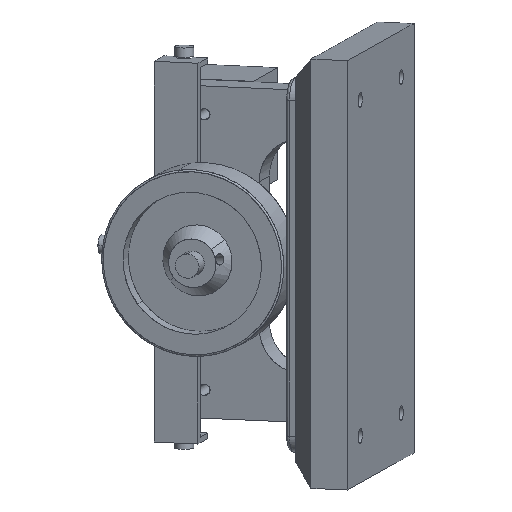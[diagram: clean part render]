
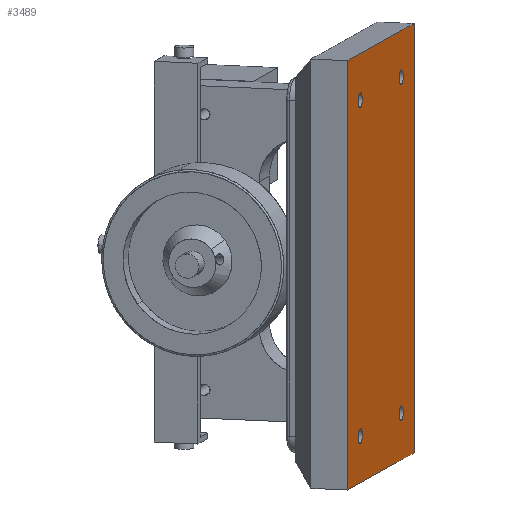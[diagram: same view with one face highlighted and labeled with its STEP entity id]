
A CAD part, top view. The second image highlights one B-rep face of the part: STEP entity #3489.
In plain terms, the highlighted free-form (B-spline) face has degree [1, 1] with [2, 2] control points.
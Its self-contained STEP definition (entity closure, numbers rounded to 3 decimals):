
#3489 = ADVANCED_FACE('',(#3490,#3520,#3542,#3564,#3586),#3608,.T.);
#3490 = FACE_BOUND('',#3491,.T.);
#3491 = EDGE_LOOP('',(#3492,#3501,#3508,#3515));
#3492 = ORIENTED_EDGE('',*,*,#3493,.T.);
#3493 = EDGE_CURVE('',#3494,#3496,#3498,.T.);
#3494 = VERTEX_POINT('',#3495);
#3495 = CARTESIAN_POINT('',(277.708,-75.073,
    -23.286));
#3496 = VERTEX_POINT('',#3497);
#3497 = CARTESIAN_POINT('',(277.708,78.589,
    1.376));
#3498 = B_SPLINE_CURVE_WITH_KNOTS('',1,(#3499,#3500),.UNSPECIFIED.,.F.,
  .F.,(2,2),(0.,115.),.PIECEWISE_BEZIER_KNOTS.);
#3499 = CARTESIAN_POINT('',(277.708,-75.073,
    -23.286));
#3500 = CARTESIAN_POINT('',(277.708,78.589,
    1.376));
#3501 = ORIENTED_EDGE('',*,*,#3502,.T.);
#3502 = EDGE_CURVE('',#3496,#3503,#3505,.T.);
#3503 = VERTEX_POINT('',#3504);
#3504 = CARTESIAN_POINT('',(301.587,92.005,
    -82.214));
#3505 = B_SPLINE_CURVE_WITH_KNOTS('',1,(#3506,#3507),.UNSPECIFIED.,.F.,
  .F.,(2,2),(0.,65.),.PIECEWISE_BEZIER_KNOTS.);
#3506 = CARTESIAN_POINT('',(277.708,78.589,
    1.376));
#3507 = CARTESIAN_POINT('',(301.587,92.005,
    -82.214));
#3508 = ORIENTED_EDGE('',*,*,#3509,.T.);
#3509 = EDGE_CURVE('',#3503,#3510,#3512,.T.);
#3510 = VERTEX_POINT('',#3511);
#3511 = CARTESIAN_POINT('',(301.587,-61.656,
    -106.877));
#3512 = B_SPLINE_CURVE_WITH_KNOTS('',1,(#3513,#3514),.UNSPECIFIED.,.F.,
  .F.,(2,2),(0.,115.),.PIECEWISE_BEZIER_KNOTS.);
#3513 = CARTESIAN_POINT('',(301.587,92.005,
    -82.214));
#3514 = CARTESIAN_POINT('',(301.587,-61.656,
    -106.877));
#3515 = ORIENTED_EDGE('',*,*,#3516,.T.);
#3516 = EDGE_CURVE('',#3510,#3494,#3517,.T.);
#3517 = B_SPLINE_CURVE_WITH_KNOTS('',1,(#3518,#3519),.UNSPECIFIED.,.F.,
  .F.,(2,2),(0.,65.),.PIECEWISE_BEZIER_KNOTS.);
#3518 = CARTESIAN_POINT('',(301.587,-61.656,
    -106.877));
#3519 = CARTESIAN_POINT('',(277.708,-75.073,
    -23.286));
#3520 = FACE_BOUND('',#3521,.T.);
#3521 = EDGE_LOOP('',(#3522,#3534));
#3522 = ORIENTED_EDGE('',*,*,#3523,.T.);
#3523 = EDGE_CURVE('',#3524,#3526,#3528,.T.);
#3524 = VERTEX_POINT('',#3525);
#3525 = CARTESIAN_POINT('',(297.347,-49.681,
    -89.73));
#3526 = VERTEX_POINT('',#3527);
#3527 = CARTESIAN_POINT('',(296.643,-45.387,
    -86.511));
#3528 = ( BOUNDED_CURVE() B_SPLINE_CURVE(2,(#3529,#3530,#3531,#3532,
#3533),.UNSPECIFIED.,.F.,.F.) B_SPLINE_CURVE_WITH_KNOTS((3,2,3),(0.,
1.571,3.142),.PIECEWISE_BEZIER_KNOTS.) CURVE() 
GEOMETRIC_REPRESENTATION_ITEM() RATIONAL_B_SPLINE_CURVE((1.,
0.707,1.,0.707,1.)) REPRESENTATION_ITEM('') );
#3529 = CARTESIAN_POINT('',(297.347,-49.681,
    -89.73));
#3530 = CARTESIAN_POINT('',(297.992,-48.038,
    -91.782));
#3531 = CARTESIAN_POINT('',(297.64,-45.891,
    -90.173));
#3532 = CARTESIAN_POINT('',(297.288,-43.743,
    -88.563));
#3533 = CARTESIAN_POINT('',(296.643,-45.387,
    -86.511));
#3534 = ORIENTED_EDGE('',*,*,#3535,.T.);
#3535 = EDGE_CURVE('',#3526,#3524,#3536,.T.);
#3536 = ( BOUNDED_CURVE() B_SPLINE_CURVE(2,(#3537,#3538,#3539,#3540,
#3541),.UNSPECIFIED.,.F.,.F.) B_SPLINE_CURVE_WITH_KNOTS((3,2,3),(0.,
1.571,3.142),.PIECEWISE_BEZIER_KNOTS.) CURVE() 
GEOMETRIC_REPRESENTATION_ITEM() RATIONAL_B_SPLINE_CURVE((1.,
0.707,1.,0.707,1.)) REPRESENTATION_ITEM('') );
#3537 = CARTESIAN_POINT('',(296.643,-45.387,
    -86.511));
#3538 = CARTESIAN_POINT('',(295.998,-47.03,
    -84.46));
#3539 = CARTESIAN_POINT('',(296.35,-49.178,
    -86.069));
#3540 = CARTESIAN_POINT('',(296.702,-51.325,
    -87.679));
#3541 = CARTESIAN_POINT('',(297.347,-49.681,
    -89.73));
#3542 = FACE_BOUND('',#3543,.T.);
#3543 = EDGE_LOOP('',(#3544,#3556));
#3544 = ORIENTED_EDGE('',*,*,#3545,.T.);
#3545 = EDGE_CURVE('',#3546,#3548,#3550,.T.);
#3546 = VERTEX_POINT('',#3547);
#3547 = CARTESIAN_POINT('',(281.948,-53.643,
    -35.071));
#3548 = VERTEX_POINT('',#3549);
#3549 = CARTESIAN_POINT('',(282.652,-57.938,
    -38.29));
#3550 = ( BOUNDED_CURVE() B_SPLINE_CURVE(2,(#3551,#3552,#3553,#3554,
#3555),.UNSPECIFIED.,.F.,.F.) B_SPLINE_CURVE_WITH_KNOTS((3,2,3),(0.,
1.571,3.142),.PIECEWISE_BEZIER_KNOTS.) CURVE() 
GEOMETRIC_REPRESENTATION_ITEM() RATIONAL_B_SPLINE_CURVE((1.,
0.707,1.,0.707,1.)) REPRESENTATION_ITEM('') );
#3551 = CARTESIAN_POINT('',(281.948,-53.643,
    -35.071));
#3552 = CARTESIAN_POINT('',(281.303,-55.286,
    -33.019));
#3553 = CARTESIAN_POINT('',(281.655,-57.434,
    -34.629));
#3554 = CARTESIAN_POINT('',(282.008,-59.581,
    -36.238));
#3555 = CARTESIAN_POINT('',(282.652,-57.938,
    -38.29));
#3556 = ORIENTED_EDGE('',*,*,#3557,.T.);
#3557 = EDGE_CURVE('',#3548,#3546,#3558,.T.);
#3558 = ( BOUNDED_CURVE() B_SPLINE_CURVE(2,(#3559,#3560,#3561,#3562,
#3563),.UNSPECIFIED.,.F.,.F.) B_SPLINE_CURVE_WITH_KNOTS((3,2,3),(0.,
1.571,3.142),.PIECEWISE_BEZIER_KNOTS.) CURVE() 
GEOMETRIC_REPRESENTATION_ITEM() RATIONAL_B_SPLINE_CURVE((1.,
0.707,1.,0.707,1.)) REPRESENTATION_ITEM('') );
#3559 = CARTESIAN_POINT('',(282.652,-57.938,
    -38.29));
#3560 = CARTESIAN_POINT('',(283.297,-56.294,
    -40.342));
#3561 = CARTESIAN_POINT('',(282.945,-54.147,
    -38.732));
#3562 = CARTESIAN_POINT('',(282.593,-51.999,
    -37.123));
#3563 = CARTESIAN_POINT('',(281.948,-53.643,
    -35.071));
#3564 = FACE_BOUND('',#3565,.T.);
#3565 = EDGE_LOOP('',(#3566,#3578));
#3566 = ORIENTED_EDGE('',*,*,#3567,.T.);
#3567 = EDGE_CURVE('',#3568,#3570,#3572,.T.);
#3568 = VERTEX_POINT('',#3569);
#3569 = CARTESIAN_POINT('',(296.643,74.87,
    -67.211));
#3570 = VERTEX_POINT('',#3571);
#3571 = CARTESIAN_POINT('',(297.347,70.576,
    -70.43));
#3572 = ( BOUNDED_CURVE() B_SPLINE_CURVE(2,(#3573,#3574,#3575,#3576,
#3577),.UNSPECIFIED.,.F.,.F.) B_SPLINE_CURVE_WITH_KNOTS((3,2,3),(0.,
1.571,3.142),.PIECEWISE_BEZIER_KNOTS.) CURVE() 
GEOMETRIC_REPRESENTATION_ITEM() RATIONAL_B_SPLINE_CURVE((1.,
0.707,1.,0.707,1.)) REPRESENTATION_ITEM('') );
#3573 = CARTESIAN_POINT('',(296.643,74.87,
    -67.211));
#3574 = CARTESIAN_POINT('',(295.998,73.227,
    -65.159));
#3575 = CARTESIAN_POINT('',(296.35,71.079,
    -66.768));
#3576 = CARTESIAN_POINT('',(296.702,68.932,
    -68.378));
#3577 = CARTESIAN_POINT('',(297.347,70.576,
    -70.43));
#3578 = ORIENTED_EDGE('',*,*,#3579,.T.);
#3579 = EDGE_CURVE('',#3570,#3568,#3580,.T.);
#3580 = ( BOUNDED_CURVE() B_SPLINE_CURVE(2,(#3581,#3582,#3583,#3584,
#3585),.UNSPECIFIED.,.F.,.F.) B_SPLINE_CURVE_WITH_KNOTS((3,2,3),(0.,
1.571,3.142),.PIECEWISE_BEZIER_KNOTS.) CURVE() 
GEOMETRIC_REPRESENTATION_ITEM() RATIONAL_B_SPLINE_CURVE((1.,
0.707,1.,0.707,1.)) REPRESENTATION_ITEM('') );
#3581 = CARTESIAN_POINT('',(297.347,70.576,
    -70.43));
#3582 = CARTESIAN_POINT('',(297.992,72.219,
    -72.481));
#3583 = CARTESIAN_POINT('',(297.64,74.366,
    -70.872));
#3584 = CARTESIAN_POINT('',(297.288,76.514,
    -69.262));
#3585 = CARTESIAN_POINT('',(296.643,74.87,
    -67.211));
#3586 = FACE_BOUND('',#3587,.T.);
#3587 = EDGE_LOOP('',(#3588,#3600));
#3588 = ORIENTED_EDGE('',*,*,#3589,.T.);
#3589 = EDGE_CURVE('',#3590,#3592,#3594,.T.);
#3590 = VERTEX_POINT('',#3591);
#3591 = CARTESIAN_POINT('',(281.948,66.614,
    -15.77));
#3592 = VERTEX_POINT('',#3593);
#3593 = CARTESIAN_POINT('',(282.652,62.319,
    -18.989));
#3594 = ( BOUNDED_CURVE() B_SPLINE_CURVE(2,(#3595,#3596,#3597,#3598,
#3599),.UNSPECIFIED.,.F.,.F.) B_SPLINE_CURVE_WITH_KNOTS((3,2,3),(0.,
1.571,3.142),.PIECEWISE_BEZIER_KNOTS.) CURVE() 
GEOMETRIC_REPRESENTATION_ITEM() RATIONAL_B_SPLINE_CURVE((1.,
0.707,1.,0.707,1.)) REPRESENTATION_ITEM('') );
#3595 = CARTESIAN_POINT('',(281.948,66.614,
    -15.77));
#3596 = CARTESIAN_POINT('',(281.303,64.971,
    -13.718));
#3597 = CARTESIAN_POINT('',(281.655,62.823,
    -15.328));
#3598 = CARTESIAN_POINT('',(282.008,60.676,
    -16.937));
#3599 = CARTESIAN_POINT('',(282.652,62.319,
    -18.989));
#3600 = ORIENTED_EDGE('',*,*,#3601,.T.);
#3601 = EDGE_CURVE('',#3592,#3590,#3602,.T.);
#3602 = ( BOUNDED_CURVE() B_SPLINE_CURVE(2,(#3603,#3604,#3605,#3606,
#3607),.UNSPECIFIED.,.F.,.F.) B_SPLINE_CURVE_WITH_KNOTS((3,2,3),(0.,
1.571,3.142),.PIECEWISE_BEZIER_KNOTS.) CURVE() 
GEOMETRIC_REPRESENTATION_ITEM() RATIONAL_B_SPLINE_CURVE((1.,
0.707,1.,0.707,1.)) REPRESENTATION_ITEM('') );
#3603 = CARTESIAN_POINT('',(282.652,62.319,
    -18.989));
#3604 = CARTESIAN_POINT('',(283.297,63.963,
    -21.041));
#3605 = CARTESIAN_POINT('',(282.945,66.11,
    -19.431));
#3606 = CARTESIAN_POINT('',(282.593,68.258,
    -17.822));
#3607 = CARTESIAN_POINT('',(281.948,66.614,
    -15.77));
#3608 = B_SPLINE_SURFACE_WITH_KNOTS('',1,1,(
    (#3609,#3610)
    ,(#3611,#3612
    )),.UNSPECIFIED.,.F.,.F.,.F.,(2,2),(2,2),(-32.5,32.5),(-57.5,57.5),
  .PIECEWISE_BEZIER_KNOTS.);
#3609 = CARTESIAN_POINT('',(301.587,-61.656,
    -106.877));
#3610 = CARTESIAN_POINT('',(301.587,92.005,
    -82.214));
#3611 = CARTESIAN_POINT('',(277.708,-75.073,
    -23.286));
#3612 = CARTESIAN_POINT('',(277.708,78.589,
    1.376));
